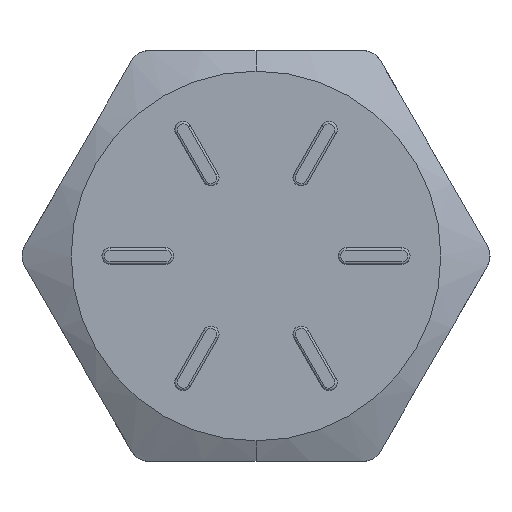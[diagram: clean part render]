
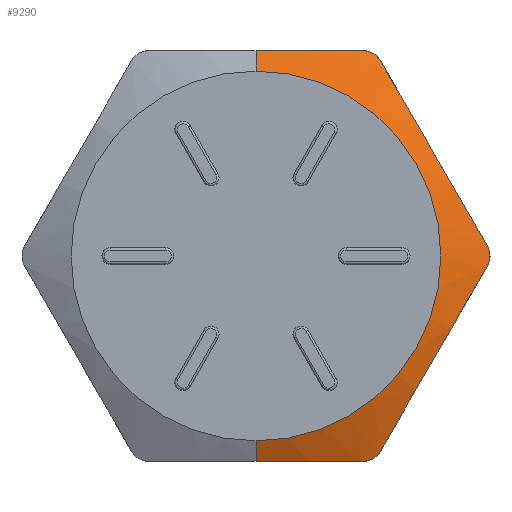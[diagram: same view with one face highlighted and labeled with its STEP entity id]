
A CAD part, left-side view. The second image highlights one B-rep face of the part: STEP entity #9290.
In plain terms, the highlighted conical face has half-angle 65 degrees and reference radius 5.001 mm.
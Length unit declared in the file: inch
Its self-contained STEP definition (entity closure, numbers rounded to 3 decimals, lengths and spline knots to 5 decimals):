
#312 = CARTESIAN_POINT ( 'NONE',  ( -0.13229, -0.13071, 0.2111 ) ) ;
#389 = EDGE_CURVE ( 'NONE', #10811, #3168, #11699, .T. ) ;
#426 = CARTESIAN_POINT ( 'NONE',  ( -0.14492, -0.20821, -0.07686 ) ) ;
#505 = DIRECTION ( 'NONE',  ( 0.423, 0., -0.906 ) ) ;
#660 = ORIENTED_EDGE ( 'NONE', *, *, #389, .T. ) ;
#770 = CONICAL_SURFACE ( 'NONE', #5899, 0.19687, 1.134 ) ;
#1043 = CARTESIAN_POINT ( 'NONE',  ( -0.13185, -0.12127, -0.21774 ) ) ;
#1046 = CARTESIAN_POINT ( 'NONE',  ( -0.14488, -0.03798, -0.21875 ) ) ;
#1120 = CARTESIAN_POINT ( 'NONE',  ( -0.13229, -0.24817, 0.00765 ) ) ;
#1145 = FACE_OUTER_BOUND ( 'NONE', #14298, .T. ) ;
#1222 = B_SPLINE_CURVE_WITH_KNOTS ( 'NONE', 3,
 ( #4428, #9017, #1046, #13915, #12539, #7941 ),
 .UNSPECIFIED., .F., .F.,
 ( 4, 2, 4 ),
 ( 0.01686, 0.0183, 0.01974 ),
 .UNSPECIFIED. ) ;
#1244 = VERTEX_POINT ( 'NONE', #1872 ) ;
#1284 = DIRECTION ( 'NONE',  ( 0., 0., 1. ) ) ;
#1423 = CARTESIAN_POINT ( 'NONE',  ( -0.14043, -0.07589, 0.21875 ) ) ;
#1452 = CARTESIAN_POINT ( 'NONE',  ( -0.15625, 0., 0.19687 ) ) ;
#1503 = LINE ( 'NONE', #1452, #4599 ) ;
#1606 = CARTESIAN_POINT ( 'NONE',  ( -0.13715, -0.23686, -0.02725 ) ) ;
#1872 = CARTESIAN_POINT ( 'NONE',  ( -0.1331, -0.11367, -0.21875 ) ) ;
#1979 = VERTEX_POINT ( 'NONE', #7561 ) ;
#2223 = CARTESIAN_POINT ( 'NONE',  ( -0.14116, -0.22754, 0.04338 ) ) ;
#2238 = CARTESIAN_POINT ( 'NONE',  ( -0.1331, -0.24628, -0.01094 ) ) ;
#2245 = EDGE_CURVE ( 'NONE', #3168, #11930, #4957, .T. ) ;
#2250 = VERTEX_POINT ( 'NONE', #3479 ) ;
#2271 = CARTESIAN_POINT ( 'NONE',  ( -0.1331, -0.13261, 0.20781 ) ) ;
#2404 = B_SPLINE_CURVE_WITH_KNOTS ( 'NONE', 3,
 ( #4568, #13913, #1043, #6933, #12589, #11363 ),
 .UNSPECIFIED., .F., .F.,
 ( 4, 2, 4 ),
 ( 0., 0.00029, 0.00058 ),
 .UNSPECIFIED. ) ;
#2443 = CARTESIAN_POINT ( 'NONE',  ( -0.14605, 0., -0.21875 ) ) ;
#2511 = VERTEX_POINT ( 'NONE', #14075 ) ;
#2603 = CARTESIAN_POINT ( 'NONE',  ( -0.14488, -0.03798, 0.21875 ) ) ;
#2625 = CARTESIAN_POINT ( 'NONE',  ( -0.1331, -0.13261, 0.20781 ) ) ;
#2871 = CARTESIAN_POINT ( 'NONE',  ( -0.15625, 0., -0.19687 ) ) ;
#3168 = VERTEX_POINT ( 'NONE', #2238 ) ;
#3383 = DIRECTION ( 'NONE',  ( 0., 0., 1. ) ) ;
#3403 = CARTESIAN_POINT ( 'NONE',  ( -0.14492, -0.17067, 0.14189 ) ) ;
#3479 = CARTESIAN_POINT ( 'NONE',  ( -0.1331, -0.11367, 0.21875 ) ) ;
#3721 = CARTESIAN_POINT ( 'NONE',  ( -0.1331, -0.11367, 0.21875 ) ) ;
#3892 = CARTESIAN_POINT ( 'NONE',  ( -0.1331, -0.11367, 0.21875 ) ) ;
#3898 = DIRECTION ( 'NONE',  ( 0.423, 0., 0.906 ) ) ;
#4056 = CARTESIAN_POINT ( 'NONE',  ( -0.14601, -0.17018, -0.14274 ) ) ;
#4354 = CARTESIAN_POINT ( 'NONE',  ( -0.1331, -0.13261, -0.20781 ) ) ;
#4428 = CARTESIAN_POINT ( 'NONE',  ( -0.14605, 0., -0.21875 ) ) ;
#4568 = CARTESIAN_POINT ( 'NONE',  ( -0.1331, -0.11367, -0.21875 ) ) ;
#4569 = LINE ( 'NONE', #2871, #14059 ) ;
#4599 = VECTOR ( 'NONE', #3898, 39.37008 ) ;
#4670 = CARTESIAN_POINT ( 'NONE',  ( -0.14044, -0.15153, 0.17505 ) ) ;
#4727 = ORIENTED_EDGE ( 'NONE', *, *, #7246, .T. ) ;
#4957 = B_SPLINE_CURVE_WITH_KNOTS ( 'NONE', 3,
 ( #5835, #12817, #12770, #9236, #1120, #5740 ),
 .UNSPECIFIED., .F., .F.,
 ( 4, 2, 4 ),
 ( 0., 0.00029, 0.00058 ),
 .UNSPECIFIED. ) ;
#5117 = CARTESIAN_POINT ( 'NONE',  ( -0.13185, -0.1213, 0.21773 ) ) ;
#5694 = CARTESIAN_POINT ( 'NONE',  ( -0.14605, 0., 0.21875 ) ) ;
#5740 = CARTESIAN_POINT ( 'NONE',  ( -0.1331, -0.24628, 0.01094 ) ) ;
#5835 = CARTESIAN_POINT ( 'NONE',  ( -0.1331, -0.24628, -0.01094 ) ) ;
#5899 = AXIS2_PLACEMENT_3D ( 'NONE', #7968, #11855, #1284 ) ;
#5942 = B_SPLINE_CURVE_WITH_KNOTS ( 'NONE', 3,
 ( #3721, #14236, #1423, #2603, #10760, #6133 ),
 .UNSPECIFIED., .F., .F.,
 ( 4, 2, 4 ),
 ( 0.00604, 0.0075, 0.00895 ),
 .UNSPECIFIED. ) ;
#6133 = CARTESIAN_POINT ( 'NONE',  ( -0.14605, 0., 0.21875 ) ) ;
#6151 = CARTESIAN_POINT ( 'NONE',  ( -0.13185, -0.12793, 0.21389 ) ) ;
#6883 = ORIENTED_EDGE ( 'NONE', *, *, #2245, .T. ) ;
#6933 = CARTESIAN_POINT ( 'NONE',  ( -0.13185, -0.12791, -0.21391 ) ) ;
#6964 = DIRECTION ( 'NONE',  ( -1., 0., 0. ) ) ;
#7154 = CIRCLE ( 'NONE', #11611, 0.19687 ) ;
#7246 = EDGE_CURVE ( 'NONE', #11930, #10292, #12870, .T. ) ;
#7527 = CARTESIAN_POINT ( 'NONE',  ( -0.1331, -0.24628, -0.01094 ) ) ;
#7561 = CARTESIAN_POINT ( 'NONE',  ( -0.15625, 0., -0.19687 ) ) ;
#7929 = VERTEX_POINT ( 'NONE', #5694 ) ;
#7941 = CARTESIAN_POINT ( 'NONE',  ( -0.1331, -0.11367, -0.21875 ) ) ;
#7968 = CARTESIAN_POINT ( 'NONE',  ( -0.15625, 0., 0. ) ) ;
#8583 = EDGE_CURVE ( 'NONE', #12579, #1244, #1222, .T. ) ;
#8586 = CARTESIAN_POINT ( 'NONE',  ( -0.14044, -0.22736, -0.0437 ) ) ;
#8639 = CARTESIAN_POINT ( 'NONE',  ( -0.14607, -0.19868, -0.09338 ) ) ;
#8755 = CARTESIAN_POINT ( 'NONE',  ( -0.1331, -0.24628, 0.01094 ) ) ;
#9017 = CARTESIAN_POINT ( 'NONE',  ( -0.14605, -0.01901, -0.21875 ) ) ;
#9147 = B_SPLINE_CURVE_WITH_KNOTS ( 'NONE', 3,
 ( #2625, #312, #6151, #5117, #13270, #3892 ),
 .UNSPECIFIED., .F., .F.,
 ( 4, 2, 4 ),
 ( 0., 0.00029, 0.00058 ),
 .UNSPECIFIED. ) ;
#9236 = CARTESIAN_POINT ( 'NONE',  ( -0.13185, -0.24921, 0.00381 ) ) ;
#9290 = ADVANCED_FACE ( 'NONE', ( #1145 ), #770, .T. ) ;
#9314 = CARTESIAN_POINT ( 'NONE',  ( -0.1331, -0.24628, 0.01094 ) ) ;
#9788 = EDGE_CURVE ( 'NONE', #1244, #10811, #2404, .T. ) ;
#10180 = EDGE_CURVE ( 'NONE', #2511, #7929, #1503, .T. ) ;
#10277 = ORIENTED_EDGE ( 'NONE', *, *, #14680, .T. ) ;
#10292 = VERTEX_POINT ( 'NONE', #11124 ) ;
#10387 = CARTESIAN_POINT ( 'NONE',  ( -0.14607, -0.18021, 0.12537 ) ) ;
#10486 = CARTESIAN_POINT ( 'NONE',  ( -0.13715, -0.14203, 0.1915 ) ) ;
#10588 = CARTESIAN_POINT ( 'NONE',  ( -0.14601, -0.2087, 0.07601 ) ) ;
#10760 = CARTESIAN_POINT ( 'NONE',  ( -0.14605, -0.01901, 0.21875 ) ) ;
#10811 = VERTEX_POINT ( 'NONE', #4354 ) ;
#10906 = EDGE_CURVE ( 'NONE', #1979, #2511, #7154, .T. ) ;
#11124 = CARTESIAN_POINT ( 'NONE',  ( -0.1331, -0.13261, 0.20781 ) ) ;
#11363 = CARTESIAN_POINT ( 'NONE',  ( -0.1331, -0.13261, -0.20781 ) ) ;
#11611 = AXIS2_PLACEMENT_3D ( 'NONE', #14043, #6964, #3383 ) ;
#11699 = B_SPLINE_CURVE_WITH_KNOTS ( 'NONE', 3,
 ( #14671, #13286, #4056, #8639, #426, #8586, #1606, #7527 ),
 .UNSPECIFIED., .F., .F.,
 ( 4, 2, 2, 4 ),
 ( 0.00033, 0.00321, 0.00466, 0.0061 ),
 .UNSPECIFIED. ) ;
#11846 = EDGE_CURVE ( 'NONE', #2250, #7929, #5942, .T. ) ;
#11855 = DIRECTION ( 'NONE',  ( 1., 0., 0. ) ) ;
#11930 = VERTEX_POINT ( 'NONE', #8755 ) ;
#12539 = CARTESIAN_POINT ( 'NONE',  ( -0.13714, -0.09488, -0.21875 ) ) ;
#12579 = VERTEX_POINT ( 'NONE', #2443 ) ;
#12589 = CARTESIAN_POINT ( 'NONE',  ( -0.13229, -0.13071, -0.2111 ) ) ;
#12613 = ORIENTED_EDGE ( 'NONE', *, *, #9788, .T. ) ;
#12770 = CARTESIAN_POINT ( 'NONE',  ( -0.13185, -0.2492, -0.00385 ) ) ;
#12817 = CARTESIAN_POINT ( 'NONE',  ( -0.13229, -0.24817, -0.00765 ) ) ;
#12870 = B_SPLINE_CURVE_WITH_KNOTS ( 'NONE', 3,
 ( #9314, #2223, #10588, #10387, #3403, #4670, #10486, #2271 ),
 .UNSPECIFIED., .F., .F.,
 ( 4, 2, 2, 4 ),
 ( 0.00033, 0.00321, 0.00466, 0.0061 ),
 .UNSPECIFIED. ) ;
#13007 = ORIENTED_EDGE ( 'NONE', *, *, #10180, .F. ) ;
#13270 = CARTESIAN_POINT ( 'NONE',  ( -0.13229, -0.11746, 0.21875 ) ) ;
#13286 = CARTESIAN_POINT ( 'NONE',  ( -0.14116, -0.15134, -0.17537 ) ) ;
#13461 = EDGE_CURVE ( 'NONE', #1979, #12579, #4569, .T. ) ;
#13913 = CARTESIAN_POINT ( 'NONE',  ( -0.13229, -0.11746, -0.21875 ) ) ;
#13915 = CARTESIAN_POINT ( 'NONE',  ( -0.14043, -0.07589, -0.21875 ) ) ;
#14043 = CARTESIAN_POINT ( 'NONE',  ( -0.15625, 0., 0. ) ) ;
#14059 = VECTOR ( 'NONE', #505, 39.37008 ) ;
#14075 = CARTESIAN_POINT ( 'NONE',  ( -0.15625, 0., 0.19687 ) ) ;
#14092 = ORIENTED_EDGE ( 'NONE', *, *, #13461, .T. ) ;
#14236 = CARTESIAN_POINT ( 'NONE',  ( -0.13714, -0.09488, 0.21875 ) ) ;
#14298 = EDGE_LOOP ( 'NONE', ( #14644, #14092, #14405, #12613, #660, #6883, #4727, #10277, #14864, #13007 ) ) ;
#14405 = ORIENTED_EDGE ( 'NONE', *, *, #8583, .T. ) ;
#14644 = ORIENTED_EDGE ( 'NONE', *, *, #10906, .F. ) ;
#14671 = CARTESIAN_POINT ( 'NONE',  ( -0.1331, -0.13261, -0.20781 ) ) ;
#14680 = EDGE_CURVE ( 'NONE', #10292, #2250, #9147, .T. ) ;
#14864 = ORIENTED_EDGE ( 'NONE', *, *, #11846, .T. ) ;
